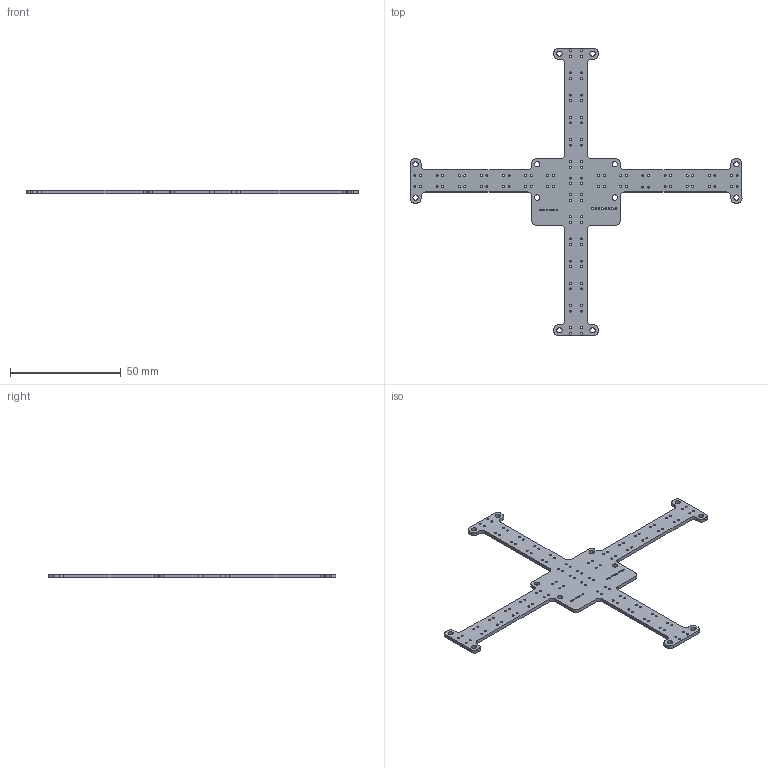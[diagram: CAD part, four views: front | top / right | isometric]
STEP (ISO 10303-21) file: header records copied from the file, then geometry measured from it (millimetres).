
FILE_DESCRIPTION(('KiCad electronic assembly'),'2;1');
FILE_NAME('line_senser20220224.step','2022-02-26T16:59:03',('Pcbnew'),( 'Kicad'),'Open CASCADE STEP processor 7.5','KiCad to STEP converter' ,'Unknown');
FILE_SCHEMA(('AUTOMOTIVE_DESIGN { 1 0 10303 214 1 1 1 1 }'));
Length unit declared in the file: millimetre
Products named in the file (2): line_senser20220224 1; line_senser20220225 PCB
Assembly tree (1 placements, depth 2):
  line_senser20220224 1
    line_senser20220225 PCB
Bounding box: 150 x 130 x 1.6 mm (x, y, z)
Volume: 5384.3 mm3; surface area: 8407.7 mm2
Topology: 1 solids, 1 shells, 212 faces, 630 edges, 420 vertices
Faces by surface type: cylinder 174, plane 38
Full cylindrical faces by diameter (mm): 0.73 x14, 0.9 x112, 2.4 x12
Entity records: 16091 total; most frequent: DIRECTION 2666, CARTESIAN_POINT 2524, ORIENTED_EDGE 1260, PCURVE 1260, DEFINITIONAL_REPRESENTATION 1260, LINE 1194, VECTOR 1194, CIRCLE 696
